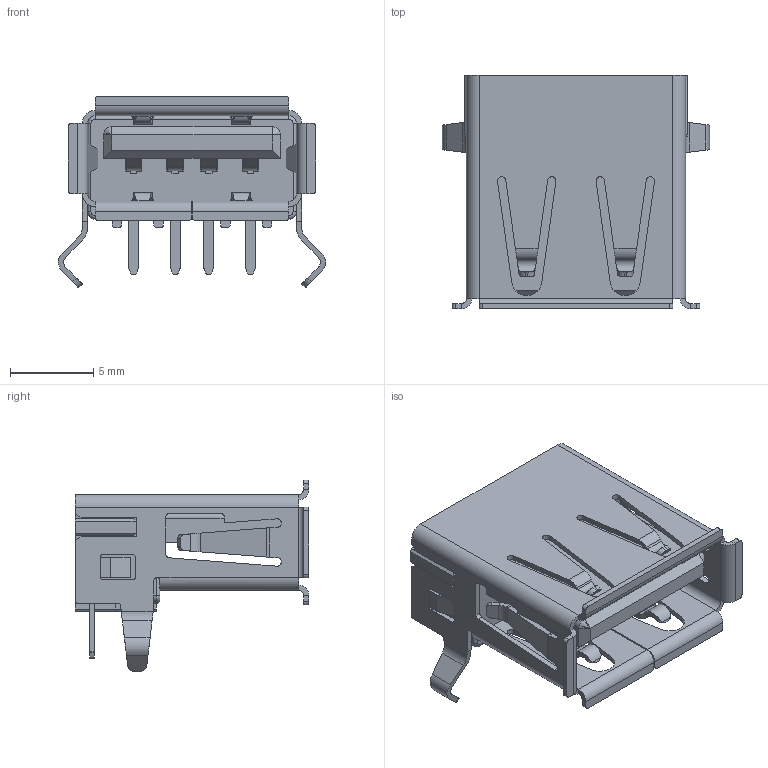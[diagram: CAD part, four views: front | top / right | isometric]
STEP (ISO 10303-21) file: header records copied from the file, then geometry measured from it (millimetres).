
FILE_DESCRIPTION(('FreeCAD Model'),'2;1');
FILE_NAME('Open CASCADE Shape Model','2021-01-21T18:13:16',( 'kicad StepUp'),('ksu MCAD'),'Open CASCADE STEP processor 7.3', 'FreeCAD','Unknown');
FILE_SCHEMA(('AUTOMOTIVE_DESIGN { 1 0 10303 214 1 1 1 1 }'));
Length unit declared in the file: millimetre
Products named in the file (1): 292303-1
Bounding box: 16 x 14 x 11.47 mm (x, y, z)
Volume: 628.6 mm3; surface area: 1644.9 mm2
Topology: 10 solids, 10 shells, 599 faces, 1548 edges, 970 vertices
Faces by surface type: plane 374, cylinder 171, bspline 48, torus 4, cone 2
Entity records: 45849 total; most frequent: CARTESIAN_POINT 15930, DIRECTION 5278, LINE 3549, VECTOR 3549, ORIENTED_EDGE 3092, PCURVE 3092, DEFINITIONAL_REPRESENTATION 3092, EDGE_CURVE 1546
